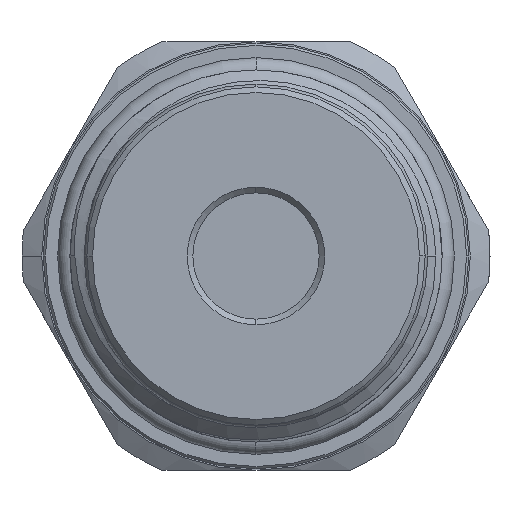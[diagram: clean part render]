
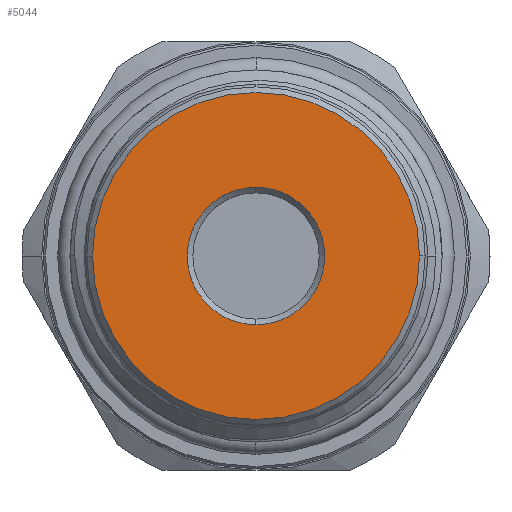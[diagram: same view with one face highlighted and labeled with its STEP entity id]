
A CAD part, left-side view. The second image highlights one B-rep face of the part: STEP entity #5044.
In plain terms, the highlighted planar face has unit normal (-1, 0, 0).
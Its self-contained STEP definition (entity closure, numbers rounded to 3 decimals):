
#66 = AXIS2_PLACEMENT_3D ( 'NONE', #4268, #4435, #4403 ) ;
#117 = AXIS2_PLACEMENT_3D ( 'NONE', #2930, #2960, #2961 ) ;
#233 = EDGE_LOOP ( 'NONE', ( #1533, #1511 ) ) ;
#392 = EDGE_LOOP ( 'NONE', ( #1314, #1525 ) ) ;
#402 = CIRCLE ( 'NONE', #8112, 6.1 ) ;
#423 = CIRCLE ( 'NONE', #8143, 14.5 ) ;
#585 = CIRCLE ( 'NONE', #890, 6.1 ) ;
#798 = CARTESIAN_POINT ( 'NONE',  ( -46.85, 0., 6.1 ) ) ;
#890 = AXIS2_PLACEMENT_3D ( 'NONE', #7232, #7374, #7373 ) ;
#1083 = FACE_BOUND ( 'NONE', #392, .T. ) ;
#1088 = FACE_OUTER_BOUND ( 'NONE', #233, .T. ) ;
#1314 = ORIENTED_EDGE ( 'NONE', *, *, #3895, .T. ) ;
#1408 = VERTEX_POINT ( 'NONE', #8204 ) ;
#1481 = VERTEX_POINT ( 'NONE', #6912 ) ;
#1511 = ORIENTED_EDGE ( 'NONE', *, *, #6720, .T. ) ;
#1525 = ORIENTED_EDGE ( 'NONE', *, *, #3694, .T. ) ;
#1533 = ORIENTED_EDGE ( 'NONE', *, *, #3676, .T. ) ;
#1538 = VERTEX_POINT ( 'NONE', #6911 ) ;
#1656 = VERTEX_POINT ( 'NONE', #798 ) ;
#2930 = CARTESIAN_POINT ( 'NONE',  ( -46.85, 0., 0. ) ) ;
#2960 = DIRECTION ( 'NONE',  ( -1., 0., 0. ) ) ;
#2961 = DIRECTION ( 'NONE',  ( 0., 1., 0. ) ) ;
#3676 = EDGE_CURVE ( 'NONE', #1481, #1538, #423, .T. ) ;
#3694 = EDGE_CURVE ( 'NONE', #1408, #1656, #402, .T. ) ;
#3895 = EDGE_CURVE ( 'NONE', #1656, #1408, #585, .T. ) ;
#4268 = CARTESIAN_POINT ( 'NONE',  ( -46.85, 0., 0. ) ) ;
#4269 = PLANE ( 'NONE',  #66 ) ;
#4403 = DIRECTION ( 'NONE',  ( 0., 1., 0. ) ) ;
#4435 = DIRECTION ( 'NONE',  ( 1., 0., 0. ) ) ;
#5044 = ADVANCED_FACE ( 'NONE', ( #1088, #1083 ), #4269, .F. ) ;
#6720 = EDGE_CURVE ( 'NONE', #1538, #1481, #8243, .T. ) ;
#6911 = CARTESIAN_POINT ( 'NONE',  ( -46.85, -14.5, 0. ) ) ;
#6912 = CARTESIAN_POINT ( 'NONE',  ( -46.85, 14.5, 0. ) ) ;
#7232 = CARTESIAN_POINT ( 'NONE',  ( -46.85, 0., 0. ) ) ;
#7373 = DIRECTION ( 'NONE',  ( 0., 1., 0. ) ) ;
#7374 = DIRECTION ( 'NONE',  ( 1., 0., 0. ) ) ;
#8112 = AXIS2_PLACEMENT_3D ( 'NONE', #9759, #9620, #9684 ) ;
#8143 = AXIS2_PLACEMENT_3D ( 'NONE', #9801, #9280, #9553 ) ;
#8204 = CARTESIAN_POINT ( 'NONE',  ( -46.85, 0., -6.1 ) ) ;
#8243 = CIRCLE ( 'NONE', #117, 14.5 ) ;
#9280 = DIRECTION ( 'NONE',  ( -1., 0., 0. ) ) ;
#9553 = DIRECTION ( 'NONE',  ( 0., 1., 0. ) ) ;
#9620 = DIRECTION ( 'NONE',  ( 1., 0., 0. ) ) ;
#9684 = DIRECTION ( 'NONE',  ( 0., 1., 0. ) ) ;
#9759 = CARTESIAN_POINT ( 'NONE',  ( -46.85, 0., 0. ) ) ;
#9801 = CARTESIAN_POINT ( 'NONE',  ( -46.85, 0., 0. ) ) ;
